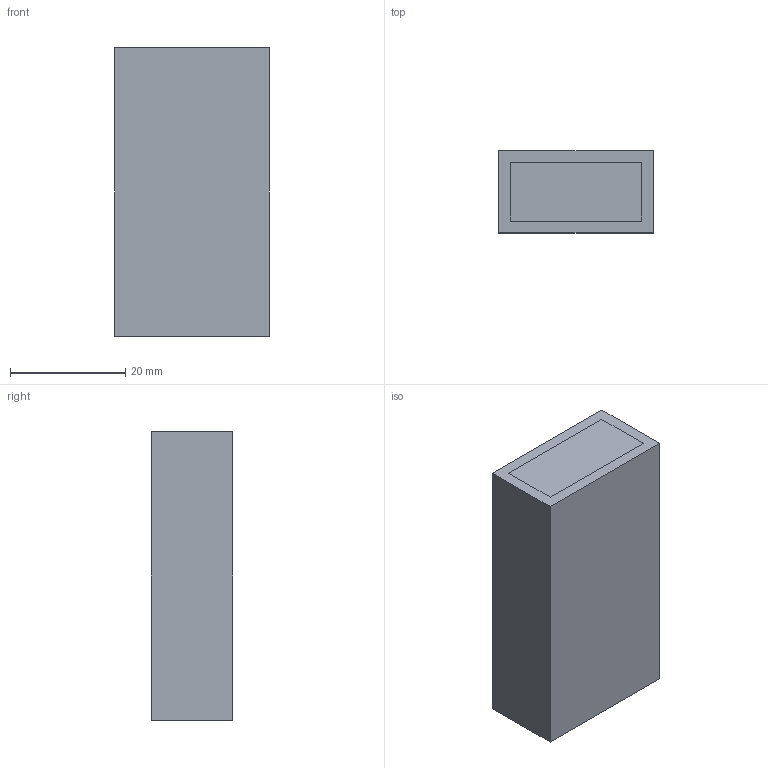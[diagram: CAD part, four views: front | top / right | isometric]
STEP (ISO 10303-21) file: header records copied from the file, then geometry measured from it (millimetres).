
FILE_DESCRIPTION(('STEP AP214'),'1');
FILE_NAME('Waveguide_to_Coax.stp','2023-11-12T13:46:13',('posit'),(' '),'Spatial InterOp 3D','CST ACIS InterOp Converter 2021',' ');
FILE_SCHEMA(('AUTOMOTIVE_DESIGN { 1 0 10303 214 1 1 1 1 }'));
Length unit declared in the file: millimetre
Products named in the file (1): wave|solid1
Bounding box: 26.86 x 14.16 x 50 mm (x, y, z)
Volume: 8248.5 mm3; surface area: 8889.5 mm2
Topology: 9 solids, 11 shells, 61 faces, 128 edges, 88 vertices
Faces by surface type: plane 51, cylinder 10
Entity records: 1757 total; most frequent: DIRECTION 292, CARTESIAN_POINT 288, ORIENTED_EDGE 248, EDGE_CURVE 128, LINE 108, VECTOR 108, AXIS2_PLACEMENT_3D 92, VERTEX_POINT 88
